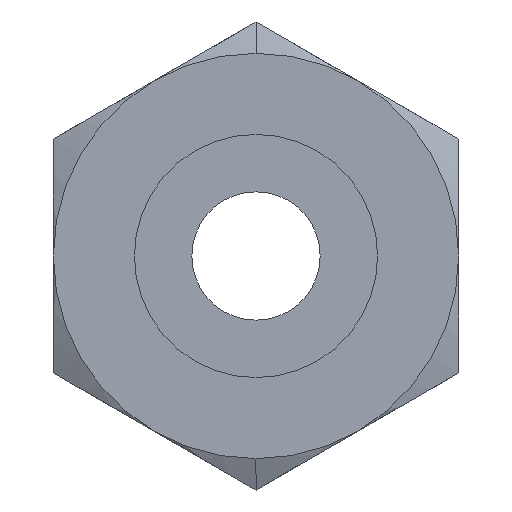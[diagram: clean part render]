
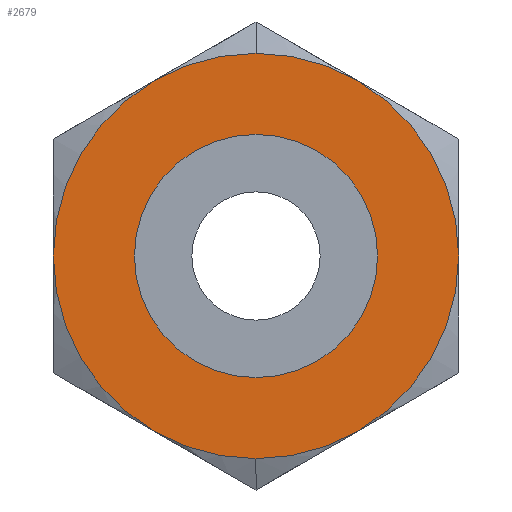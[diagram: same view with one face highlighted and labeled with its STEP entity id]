
A CAD part, left-side view. The second image highlights one B-rep face of the part: STEP entity #2679.
In plain terms, the highlighted planar face has unit normal (-1, 0, 0).
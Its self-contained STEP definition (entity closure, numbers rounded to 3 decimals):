
#50 = DIRECTION ( 'NONE',  ( 0., 0., 1. ) ) ;
#152 = DIRECTION ( 'NONE',  ( 1., 0., 0. ) ) ;
#1047 = DIRECTION ( 'NONE',  ( 0., 0., -1. ) ) ;
#1791 = EDGE_CURVE ( 'NONE', #2884, #3456, #4935, .T. ) ;
#2100 = CARTESIAN_POINT ( 'NONE',  ( 0., 0., 0. ) ) ;
#2375 = CARTESIAN_POINT ( 'NONE',  ( 0., 0., 9. ) ) ;
#2436 = EDGE_CURVE ( 'NONE', #5605, #5670, #5416, .T. ) ;
#2496 = ORIENTED_EDGE ( 'NONE', *, *, #2436, .T. ) ;
#2514 = CARTESIAN_POINT ( 'NONE',  ( 0., 0., 7.5 ) ) ;
#2679 = ADVANCED_FACE ( 'NONE', ( #4907, #5696 ), #6372, .T. ) ;
#2884 = VERTEX_POINT ( 'NONE', #8852 ) ;
#3228 = DIRECTION ( 'NONE',  ( -1., 0., 0. ) ) ;
#3456 = VERTEX_POINT ( 'NONE', #7793 ) ;
#3646 = ORIENTED_EDGE ( 'NONE', *, *, #6807, .T. ) ;
#3707 = DIRECTION ( 'NONE',  ( 0., 0., 1. ) ) ;
#4021 = CARTESIAN_POINT ( 'NONE',  ( 0., 0., 0. ) ) ;
#4125 = CARTESIAN_POINT ( 'NONE',  ( 0., 0., 0. ) ) ;
#4564 = CIRCLE ( 'NONE', #5901, 15. ) ;
#4907 = FACE_BOUND ( 'NONE', #5555, .T. ) ;
#4935 = CIRCLE ( 'NONE', #5261, 15. ) ;
#5039 = EDGE_CURVE ( 'NONE', #3456, #2884, #4564, .T. ) ;
#5184 = ORIENTED_EDGE ( 'NONE', *, *, #1791, .F. ) ;
#5261 = AXIS2_PLACEMENT_3D ( 'NONE', #5843, #152, #9707 ) ;
#5277 = DIRECTION ( 'NONE',  ( 1., 0., 0. ) ) ;
#5416 = CIRCLE ( 'NONE', #8410, 9. ) ;
#5555 = EDGE_LOOP ( 'NONE', ( #3646, #2496 ) ) ;
#5590 = AXIS2_PLACEMENT_3D ( 'NONE', #2514, #3228, #5798 ) ;
#5605 = VERTEX_POINT ( 'NONE', #2375 ) ;
#5670 = VERTEX_POINT ( 'NONE', #6394 ) ;
#5696 = FACE_OUTER_BOUND ( 'NONE', #6184, .T. ) ;
#5798 = DIRECTION ( 'NONE',  ( 0., 0., 1. ) ) ;
#5843 = CARTESIAN_POINT ( 'NONE',  ( 0., 0., 0. ) ) ;
#5901 = AXIS2_PLACEMENT_3D ( 'NONE', #4021, #7205, #50 ) ;
#6184 = EDGE_LOOP ( 'NONE', ( #6513, #5184 ) ) ;
#6201 = CIRCLE ( 'NONE', #9193, 9. ) ;
#6372 = PLANE ( 'NONE',  #5590 ) ;
#6394 = CARTESIAN_POINT ( 'NONE',  ( 0., 0., -9. ) ) ;
#6513 = ORIENTED_EDGE ( 'NONE', *, *, #5039, .F. ) ;
#6807 = EDGE_CURVE ( 'NONE', #5670, #5605, #6201, .T. ) ;
#7205 = DIRECTION ( 'NONE',  ( 1., 0., 0. ) ) ;
#7312 = DIRECTION ( 'NONE',  ( 1., 0., 0. ) ) ;
#7793 = CARTESIAN_POINT ( 'NONE',  ( 0., 0., 15. ) ) ;
#8410 = AXIS2_PLACEMENT_3D ( 'NONE', #2100, #5277, #3707 ) ;
#8852 = CARTESIAN_POINT ( 'NONE',  ( 0., 0., -15. ) ) ;
#9193 = AXIS2_PLACEMENT_3D ( 'NONE', #4125, #7312, #1047 ) ;
#9707 = DIRECTION ( 'NONE',  ( 0., 0., -1. ) ) ;
